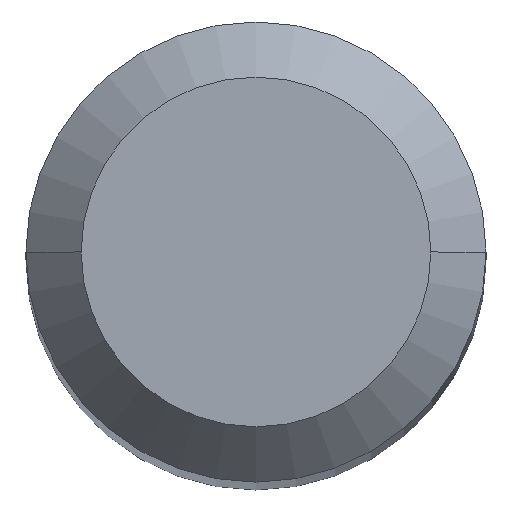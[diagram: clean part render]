
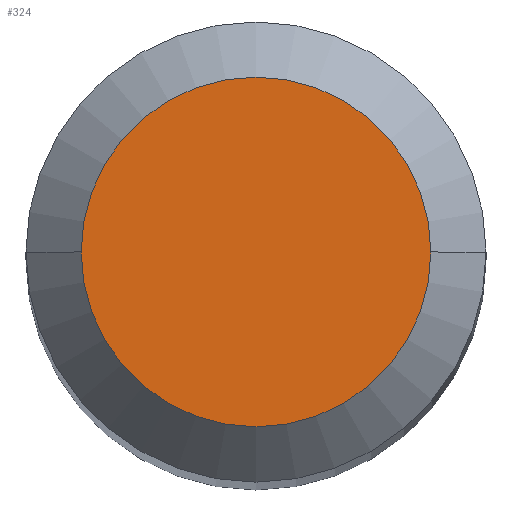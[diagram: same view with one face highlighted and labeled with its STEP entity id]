
A CAD part, top view. The second image highlights one B-rep face of the part: STEP entity #324.
In plain terms, the highlighted planar face has unit normal (0, 0, 1).
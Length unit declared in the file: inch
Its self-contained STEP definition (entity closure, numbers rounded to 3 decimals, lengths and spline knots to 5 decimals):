
#6 = ORIENTED_EDGE ( 'NONE', *, *, #403, .T. ) ;
#36 = AXIS2_PLACEMENT_3D ( 'NONE', #350, #484, #125 ) ;
#42 = EDGE_LOOP ( 'NONE', ( #63, #6 ) ) ;
#61 = DIRECTION ( 'NONE',  ( 1., 0., 0. ) ) ;
#63 = ORIENTED_EDGE ( 'NONE', *, *, #271, .T. ) ;
#82 = VERTEX_POINT ( 'NONE', #481 ) ;
#85 = DIRECTION ( 'NONE',  ( 0., 0., -1. ) ) ;
#93 = VERTEX_POINT ( 'NONE', #136 ) ;
#100 = CARTESIAN_POINT ( 'NONE',  ( 0., 0., 0. ) ) ;
#125 = DIRECTION ( 'NONE',  ( 1., 0., 0. ) ) ;
#136 = CARTESIAN_POINT ( 'NONE',  ( -0.0475, 0., 0. ) ) ;
#156 = FACE_OUTER_BOUND ( 'NONE', #42, .T. ) ;
#182 = AXIS2_PLACEMENT_3D ( 'NONE', #100, #185, #61 ) ;
#185 = DIRECTION ( 'NONE',  ( 0., 0., 1. ) ) ;
#204 = CIRCLE ( 'NONE', #36, 0.0475 ) ;
#216 = AXIS2_PLACEMENT_3D ( 'NONE', #433, #85, #482 ) ;
#241 = PLANE ( 'NONE',  #216 ) ;
#271 = EDGE_CURVE ( 'NONE', #93, #82, #204, .T. ) ;
#324 = ADVANCED_FACE ( 'NONE', ( #156 ), #241, .F. ) ;
#350 = CARTESIAN_POINT ( 'NONE',  ( 0., 0., 0. ) ) ;
#368 = CIRCLE ( 'NONE', #182, 0.0475 ) ;
#403 = EDGE_CURVE ( 'NONE', #82, #93, #368, .T. ) ;
#433 = CARTESIAN_POINT ( 'NONE',  ( 0., 0.0475, 0. ) ) ;
#481 = CARTESIAN_POINT ( 'NONE',  ( 0.0475, 0., 0. ) ) ;
#482 = DIRECTION ( 'NONE',  ( -1., 0., 0. ) ) ;
#484 = DIRECTION ( 'NONE',  ( 0., 0., 1. ) ) ;
